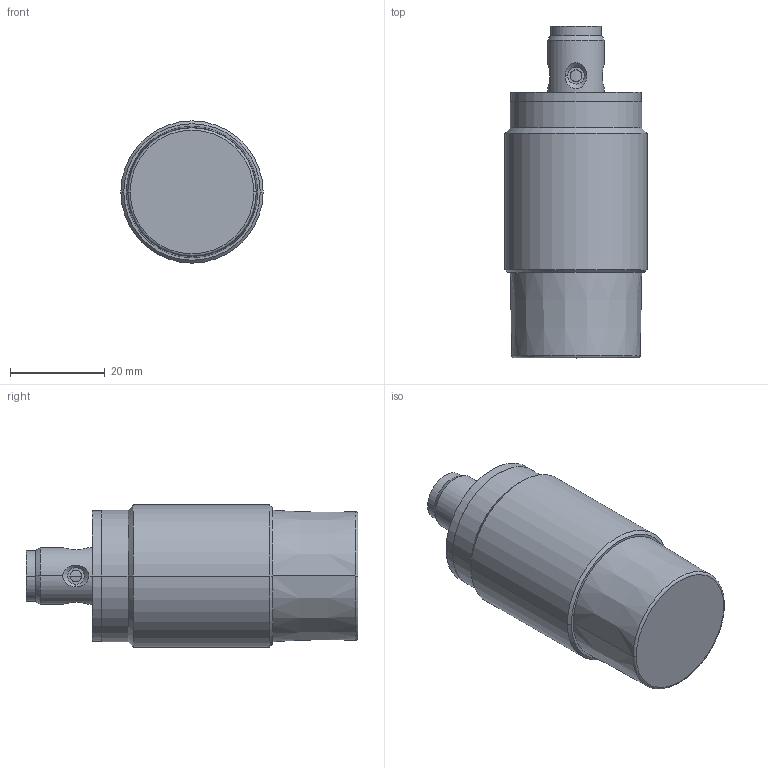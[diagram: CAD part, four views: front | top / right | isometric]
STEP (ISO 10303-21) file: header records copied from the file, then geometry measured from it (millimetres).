
FILE_DESCRIPTION((''),'2;1');
FILE_NAME('DM_CAD-6622_SW0001','2019-03-13T',('creinig-se'),(''),'PRO/ENGINEER BY PARAMETRIC TECHNOLOGY CORPORATION, 2015440','PRO/ENGINEER BY PARAMETRIC TECHNOLOGY CORPORATION, 2015440','');
FILE_SCHEMA(('CONFIG_CONTROL_DESIGN'));
Length unit declared in the file: millimetre
Products named in the file (1): DM_CAD-6622_SW0001
Bounding box: 30 x 70 x 30 mm (x, y, z)
Volume: 37219.2 mm3; surface area: 8154.2 mm2
Topology: 1 solids, 1 shells, 210 faces, 588 edges, 418 vertices
Faces by surface type: cylinder 75, plane 41, bspline 40, cone 26, sphere 26, torus 2
Entity records: 10852 total; most frequent: CARTESIAN_POINT 4228, ORIENTED_EDGE 1022, DIRECTION 985, EDGE_CURVE 511, AXIS2_PLACEMENT_3D 397, VERTEX_POINT 316, PRESENTATION_STYLE_ASSIGNMENT 262, STYLED_ITEM 262
